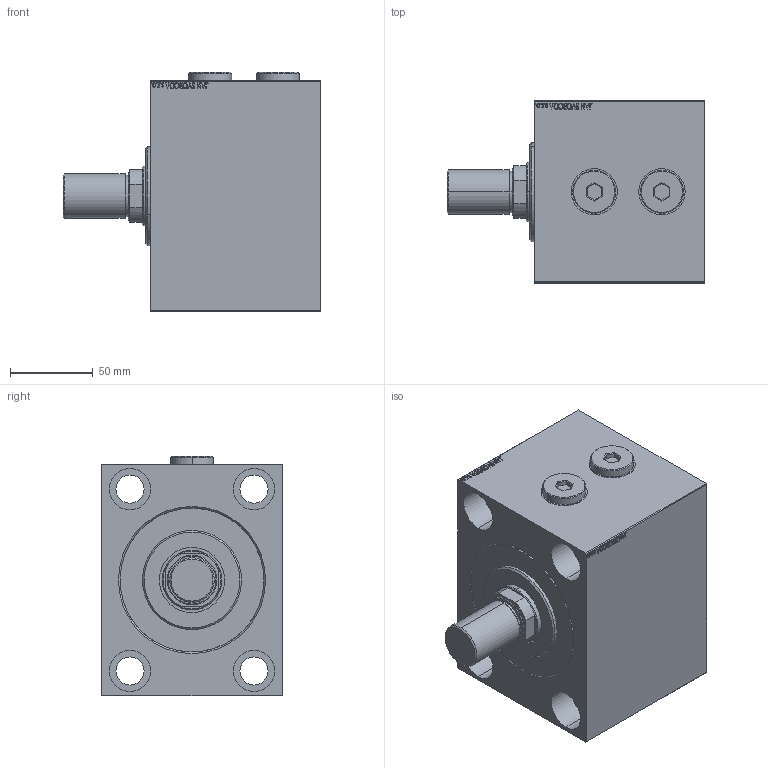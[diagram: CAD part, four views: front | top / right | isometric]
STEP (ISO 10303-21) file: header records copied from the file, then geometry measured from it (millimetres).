
FILE_DESCRIPTION (( 'STEP AP203' ), '1' );
FILE_NAME ('71f3.STEP', '2025-11-18T09:09:08', ( '' ), ( '' ), 'SwSTEP 2.0', 'SolidWorks 2019', '' );
FILE_SCHEMA (( 'CONFIG_CONTROL_DESIGN' ));
Length unit declared in the file: millimetre
Products named in the file (6): V450CM_MALE_METRIC 6c46cbf5915b4068679cb503baa3e63c; V450CM_C_VCP 6c46cbf5915b4068679cb503baa3e63c; Zatka_OIL_PORT 6c46cbf5915b4068679cb503baa3e63c; V450CM_C_Body 6c46cbf5915b4068679cb503baa3e63c; V450CM_VC_B 6c46cbf5915b4068679cb503baa3e63c; 71f3
Assembly tree (6 placements, depth 2):
  71f3
    V450CM_C_Body 6c46cbf5915b4068679cb503baa3e63c
    V450CM_C_VCP 6c46cbf5915b4068679cb503baa3e63c
    V450CM_VC_B 6c46cbf5915b4068679cb503baa3e63c
    V450CM_MALE_METRIC 6c46cbf5915b4068679cb503baa3e63c
    Zatka_OIL_PORT 6c46cbf5915b4068679cb503baa3e63c  x2
Bounding box: 156 x 110 x 144.9 mm (x, y, z)
Volume: 1421443.9 mm3; surface area: 174095.1 mm2
Topology: 6 solids, 6 shells, 931 faces, 2352 edges, 1553 vertices
Faces by surface type: plane 447, bspline 380, cylinder 80, cone 22, torus 2
Entity records: 45610 total; most frequent: CARTESIAN_POINT 25388, ORIENTED_EDGE 4620, DIRECTION 2800, EDGE_CURVE 2310, VERTEX_POINT 1529, VECTOR 1358, LINE 1358, EDGE_LOOP 1049
